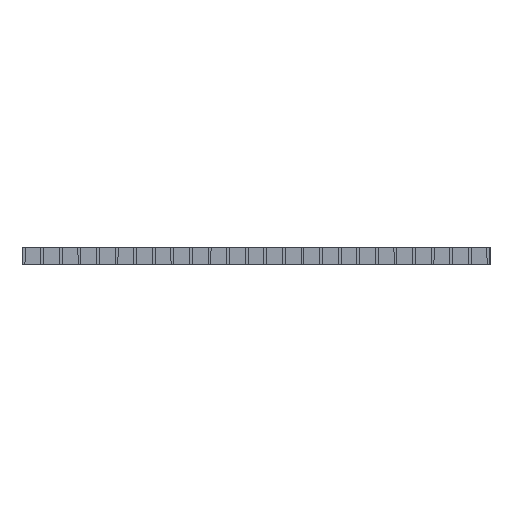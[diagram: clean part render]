
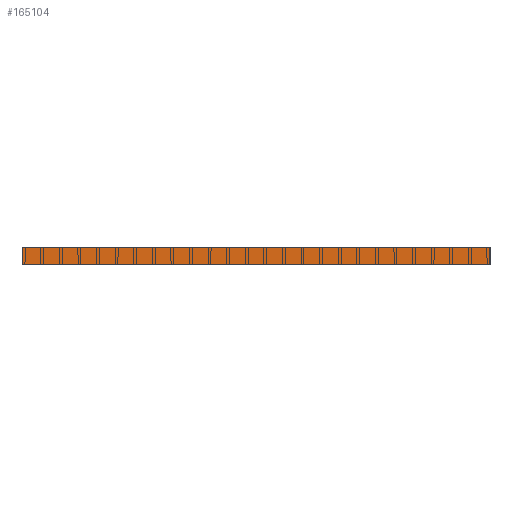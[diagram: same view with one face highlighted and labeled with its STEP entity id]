
A CAD part, left-side view. The second image highlights one B-rep face of the part: STEP entity #165104.
In plain terms, the highlighted planar face has unit normal (-1, 0, 0).
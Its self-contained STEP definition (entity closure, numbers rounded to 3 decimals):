
#11268=FACE_OUTER_BOUND('',#18774,.T.);
#18774=EDGE_LOOP('',(#135080,#135081,#135082,#135083));
#45034=LINE('',#255163,#67546);
#45035=LINE('',#255166,#67547);
#45036=LINE('',#255168,#67548);
#45037=LINE('',#255169,#67549);
#67546=VECTOR('',#210134,10.);
#67547=VECTOR('',#210137,10.);
#67548=VECTOR('',#210138,10.);
#67549=VECTOR('',#210139,10.);
#82556=VERTEX_POINT('',#255159);
#82557=VERTEX_POINT('',#255161);
#82558=VERTEX_POINT('',#255165);
#82559=VERTEX_POINT('',#255167);
#105066=EDGE_CURVE('',#82556,#82557,#45034,.T.);
#105067=EDGE_CURVE('',#82556,#82558,#45035,.T.);
#105068=EDGE_CURVE('',#82559,#82557,#45036,.T.);
#105069=EDGE_CURVE('',#82558,#82559,#45037,.T.);
#135080=ORIENTED_EDGE('',*,*,#105067,.F.);
#135081=ORIENTED_EDGE('',*,*,#105066,.T.);
#135082=ORIENTED_EDGE('',*,*,#105068,.F.);
#135083=ORIENTED_EDGE('',*,*,#105069,.F.);
#157598=PLANE('',#172618);
#165104=ADVANCED_FACE('',(#11268),#157598,.T.);
#172618=AXIS2_PLACEMENT_3D('',#255164,#210135,#210136);
#210134=DIRECTION('',(0.,0.,-1.));
#210135=DIRECTION('center_axis',(-1.,0.,0.));
#210136=DIRECTION('ref_axis',(0.,1.,0.));
#210137=DIRECTION('',(0.,-1.,0.));
#210138=DIRECTION('',(0.,1.,0.));
#210139=DIRECTION('',(0.,0.,-1.));
#255159=CARTESIAN_POINT('',(-1503.5,503.5,0.));
#255161=CARTESIAN_POINT('',(-1503.5,503.5,-38.));
#255163=CARTESIAN_POINT('',(-1503.5,503.5,0.));
#255164=CARTESIAN_POINT('Origin',(-1503.5,-503.5,0.));
#255165=CARTESIAN_POINT('',(-1503.5,-503.5,0.));
#255166=CARTESIAN_POINT('',(-1503.5,503.5,0.));
#255167=CARTESIAN_POINT('',(-1503.5,-503.5,-38.));
#255168=CARTESIAN_POINT('',(-1503.5,503.5,-38.));
#255169=CARTESIAN_POINT('',(-1503.5,-503.5,0.));
